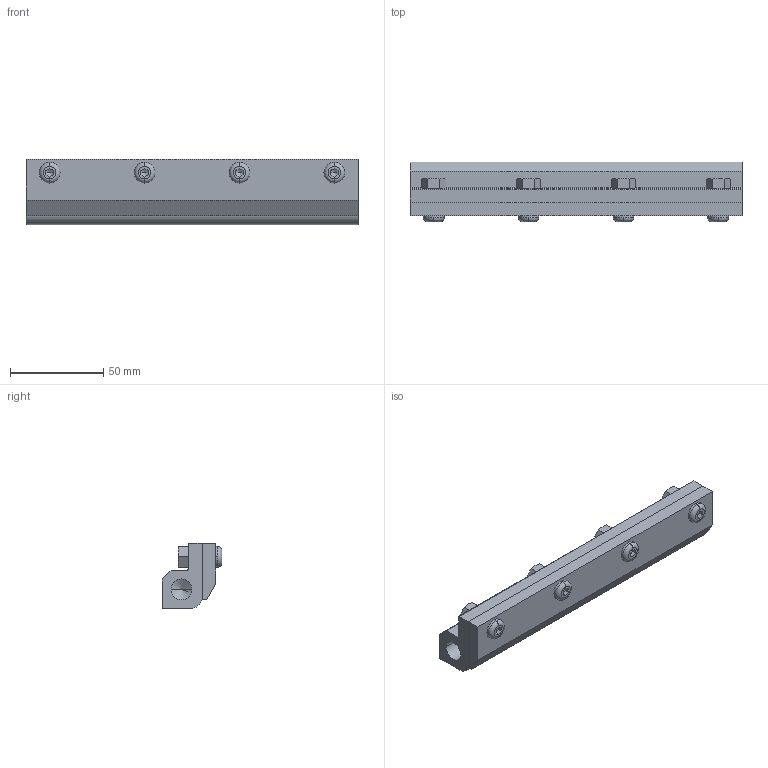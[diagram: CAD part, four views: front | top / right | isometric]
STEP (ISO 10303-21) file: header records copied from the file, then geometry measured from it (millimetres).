
FILE_DESCRIPTION(('STEP AP203'),'1');
FILE_NAME('2206.stp','2023-03-14T09:28:31',('TraceParts'),('TraceParts S.A.'),'Spatial InterOp 3D',' ',' ');
FILE_SCHEMA(('CONFIG_CONTROL_DESIGN'));
Length unit declared in the file: millimetre
Products named in the file (1): 1
Bounding box: 177.8 x 31.93 x 34.92 mm (x, y, z)
Volume: 126268.7 mm3; surface area: 40087.9 mm2
Topology: 10 solids, 10 shells, 247 faces, 577 edges, 348 vertices
Faces by surface type: cone 100, plane 84, cylinder 47, torus 16
Entity records: 6921 total; most frequent: CARTESIAN_POINT 1426, DIRECTION 1181, ORIENTED_EDGE 1130, EDGE_CURVE 565, AXIS2_PLACEMENT_3D 487, VERTEX_POINT 348, EDGE_LOOP 281, ADVANCED_FACE 247
